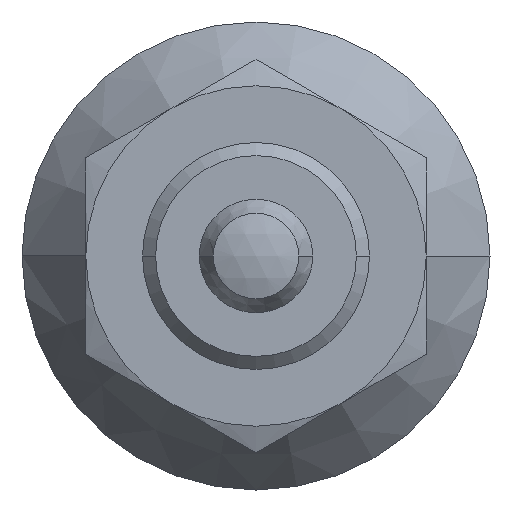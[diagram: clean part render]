
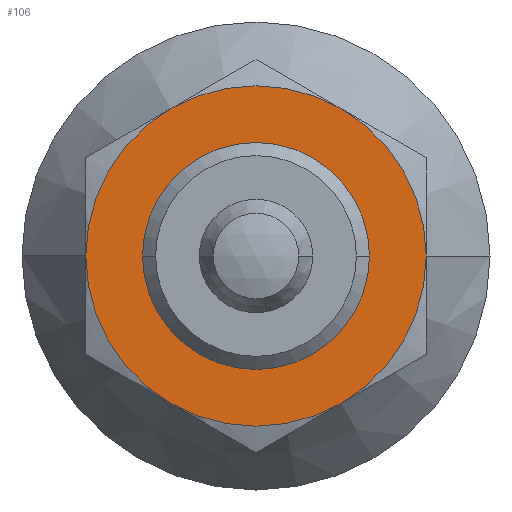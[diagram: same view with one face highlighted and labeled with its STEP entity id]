
A CAD part, front view. The second image highlights one B-rep face of the part: STEP entity #106.
In plain terms, the highlighted planar face has unit normal (0, -1, 0).
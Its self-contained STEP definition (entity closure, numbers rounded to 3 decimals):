
#106 = ADVANCED_FACE( '', ( #219, #220 ), #221, .T. );
#219 = FACE_OUTER_BOUND( '', #385, .T. );
#220 = FACE_BOUND( '', #386, .T. );
#221 = PLANE( '', #387 );
#385 = EDGE_LOOP( '', ( #728, #729, #730, #731, #732, #733 ) );
#386 = EDGE_LOOP( '', ( #734, #735 ) );
#387 = AXIS2_PLACEMENT_3D( '', #736, #737, #738 );
#728 = ORIENTED_EDGE( '', *, *, #1213, .F. );
#729 = ORIENTED_EDGE( '', *, *, #1214, .F. );
#730 = ORIENTED_EDGE( '', *, *, #1215, .F. );
#731 = ORIENTED_EDGE( '', *, *, #1216, .F. );
#732 = ORIENTED_EDGE( '', *, *, #1217, .F. );
#733 = ORIENTED_EDGE( '', *, *, #1218, .F. );
#734 = ORIENTED_EDGE( '', *, *, #1175, .F. );
#735 = ORIENTED_EDGE( '', *, *, #1225, .F. );
#736 = CARTESIAN_POINT( '', ( 6., -17., 0. ) );
#737 = DIRECTION( '', ( 0., -1., 0. ) );
#738 = DIRECTION( '', ( -1., 0., 0. ) );
#1175 = EDGE_CURVE( '', #1416, #1412, #1418, .T. );
#1213 = EDGE_CURVE( '', #1471, #1462, #1486, .T. );
#1214 = EDGE_CURVE( '', #1480, #1471, #1487, .T. );
#1215 = EDGE_CURVE( '', #1433, #1480, #1488, .T. );
#1216 = EDGE_CURVE( '', #1456, #1433, #1489, .T. );
#1217 = EDGE_CURVE( '', #1445, #1456, #1490, .T. );
#1218 = EDGE_CURVE( '', #1462, #1445, #1491, .T. );
#1225 = EDGE_CURVE( '', #1412, #1416, #1498, .T. );
#1412 = VERTEX_POINT( '', #1873 );
#1416 = VERTEX_POINT( '', #1878 );
#1418 = CIRCLE( '', #1881, 8. );
#1433 = VERTEX_POINT( '', #1900 );
#1445 = VERTEX_POINT( '', #1950 );
#1456 = VERTEX_POINT( '', #1999 );
#1462 = VERTEX_POINT( '', #2041 );
#1471 = VERTEX_POINT( '', #2087 );
#1480 = VERTEX_POINT( '', #2133 );
#1486 = CIRCLE( '', #2175, 12. );
#1487 = CIRCLE( '', #2176, 12. );
#1488 = CIRCLE( '', #2177, 12. );
#1489 = CIRCLE( '', #2178, 12. );
#1490 = CIRCLE( '', #2179, 12. );
#1491 = CIRCLE( '', #2180, 12. );
#1498 = CIRCLE( '', #2187, 8. );
#1873 = CARTESIAN_POINT( '', ( 8., -17., 0. ) );
#1878 = CARTESIAN_POINT( '', ( -8., -17., 0. ) );
#1881 = AXIS2_PLACEMENT_3D( '', #2597, #2598, #2599 );
#1900 = CARTESIAN_POINT( '', ( -6., -17., 10.392 ) );
#1950 = CARTESIAN_POINT( '', ( -6., -17., -10.392 ) );
#1999 = CARTESIAN_POINT( '', ( -12., -17., 0. ) );
#2041 = CARTESIAN_POINT( '', ( 6., -17., -10.392 ) );
#2087 = CARTESIAN_POINT( '', ( 12., -17., 0. ) );
#2133 = CARTESIAN_POINT( '', ( 6., -17., 10.392 ) );
#2175 = AXIS2_PLACEMENT_3D( '', #2619, #2620, #2621 );
#2176 = AXIS2_PLACEMENT_3D( '', #2622, #2623, #2624 );
#2177 = AXIS2_PLACEMENT_3D( '', #2625, #2626, #2627 );
#2178 = AXIS2_PLACEMENT_3D( '', #2628, #2629, #2630 );
#2179 = AXIS2_PLACEMENT_3D( '', #2631, #2632, #2633 );
#2180 = AXIS2_PLACEMENT_3D( '', #2634, #2635, #2636 );
#2187 = AXIS2_PLACEMENT_3D( '', #2655, #2656, #2657 );
#2597 = CARTESIAN_POINT( '', ( 0., -17., 0. ) );
#2598 = DIRECTION( '', ( 0., -1., 0. ) );
#2599 = DIRECTION( '', ( 1., 0., 0. ) );
#2619 = CARTESIAN_POINT( '', ( 0., -17., 0. ) );
#2620 = DIRECTION( '', ( 0., 1., 0. ) );
#2621 = DIRECTION( '', ( 1., 0., 0. ) );
#2622 = CARTESIAN_POINT( '', ( 0., -17., 0. ) );
#2623 = DIRECTION( '', ( 0., 1., 0. ) );
#2624 = DIRECTION( '', ( 1., 0., 0. ) );
#2625 = CARTESIAN_POINT( '', ( 0., -17., 0. ) );
#2626 = DIRECTION( '', ( 0., 1., 0. ) );
#2627 = DIRECTION( '', ( 1., 0., 0. ) );
#2628 = CARTESIAN_POINT( '', ( 0., -17., 0. ) );
#2629 = DIRECTION( '', ( 0., 1., 0. ) );
#2630 = DIRECTION( '', ( 1., 0., 0. ) );
#2631 = CARTESIAN_POINT( '', ( 0., -17., 0. ) );
#2632 = DIRECTION( '', ( 0., 1., 0. ) );
#2633 = DIRECTION( '', ( 1., 0., 0. ) );
#2634 = CARTESIAN_POINT( '', ( 0., -17., 0. ) );
#2635 = DIRECTION( '', ( 0., 1., 0. ) );
#2636 = DIRECTION( '', ( 1., 0., 0. ) );
#2655 = CARTESIAN_POINT( '', ( 0., -17., 0. ) );
#2656 = DIRECTION( '', ( 0., -1., 0. ) );
#2657 = DIRECTION( '', ( 1., 0., 0. ) );
